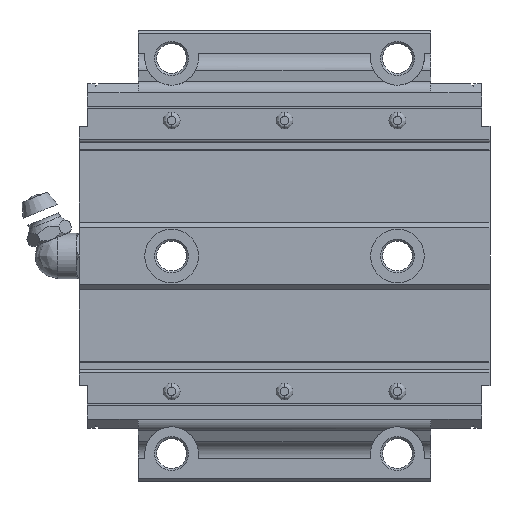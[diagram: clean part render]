
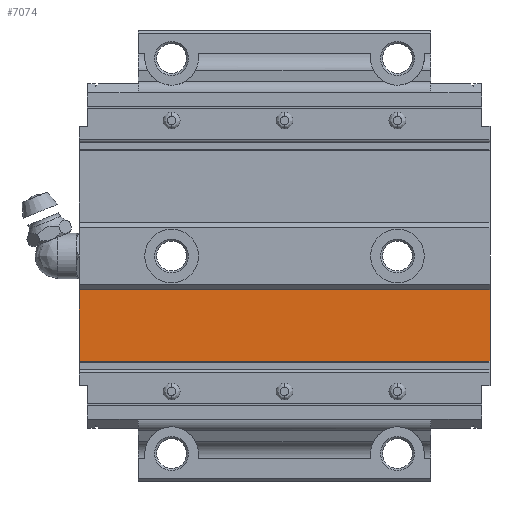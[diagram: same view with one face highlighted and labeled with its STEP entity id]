
A CAD part, front view. The second image highlights one B-rep face of the part: STEP entity #7074.
In plain terms, the highlighted planar face has unit normal (0, -1, 0).
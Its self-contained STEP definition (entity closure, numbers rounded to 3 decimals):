
#38 = LINE ( 'NONE', #828, #569 ) ;
#532 = VERTEX_POINT ( 'NONE', #6004 ) ;
#556 = VECTOR ( 'NONE', #3421, 1000. ) ;
#569 = VECTOR ( 'NONE', #4782, 1000. ) ;
#620 = PLANE ( 'NONE',  #807 ) ;
#807 = AXIS2_PLACEMENT_3D ( 'NONE', #5950, #8611, #1466 ) ;
#828 = CARTESIAN_POINT ( 'NONE',  ( 36.4, 12., -18.66 ) ) ;
#1218 = EDGE_CURVE ( 'NONE', #3392, #8510, #3554, .T. ) ;
#1270 = VECTOR ( 'NONE', #4617, 1000. ) ;
#1405 = CARTESIAN_POINT ( 'NONE',  ( -36.4, 12., -6. ) ) ;
#1466 = DIRECTION ( 'NONE',  ( 0., 0., -1. ) ) ;
#1592 = LINE ( 'NONE', #6933, #5366 ) ;
#1991 = CARTESIAN_POINT ( 'NONE',  ( -36.4, 12., -18.66 ) ) ;
#2535 = VERTEX_POINT ( 'NONE', #7050 ) ;
#3205 = ORIENTED_EDGE ( 'NONE', *, *, #7049, .F. ) ;
#3361 = EDGE_CURVE ( 'NONE', #8510, #2535, #38, .T. ) ;
#3392 = VERTEX_POINT ( 'NONE', #1405 ) ;
#3421 = DIRECTION ( 'NONE',  ( 0., 0., -1. ) ) ;
#3554 = LINE ( 'NONE', #6201, #556 ) ;
#3724 = ORIENTED_EDGE ( 'NONE', *, *, #3361, .T. ) ;
#3766 = DIRECTION ( 'NONE',  ( -1., 0., 0. ) ) ;
#3997 = LINE ( 'NONE', #8040, #1270 ) ;
#4033 = ORIENTED_EDGE ( 'NONE', *, *, #1218, .T. ) ;
#4525 = EDGE_LOOP ( 'NONE', ( #3205, #6334, #4033, #3724 ) ) ;
#4617 = DIRECTION ( 'NONE',  ( 0., 0., -1. ) ) ;
#4673 = EDGE_CURVE ( 'NONE', #532, #3392, #1592, .T. ) ;
#4782 = DIRECTION ( 'NONE',  ( 1., 0., 0. ) ) ;
#5366 = VECTOR ( 'NONE', #3766, 1000. ) ;
#5950 = CARTESIAN_POINT ( 'NONE',  ( 36.4, 12., -18.66 ) ) ;
#6004 = CARTESIAN_POINT ( 'NONE',  ( 36.4, 12., -6. ) ) ;
#6201 = CARTESIAN_POINT ( 'NONE',  ( -36.4, 12., 0. ) ) ;
#6334 = ORIENTED_EDGE ( 'NONE', *, *, #4673, .T. ) ;
#6599 = FACE_OUTER_BOUND ( 'NONE', #4525, .T. ) ;
#6933 = CARTESIAN_POINT ( 'NONE',  ( 36.4, 12., -6. ) ) ;
#7049 = EDGE_CURVE ( 'NONE', #532, #2535, #3997, .T. ) ;
#7050 = CARTESIAN_POINT ( 'NONE',  ( 36.4, 12., -18.66 ) ) ;
#7074 = ADVANCED_FACE ( 'NONE', ( #6599 ), #620, .T. ) ;
#8040 = CARTESIAN_POINT ( 'NONE',  ( 36.4, 12., 0. ) ) ;
#8510 = VERTEX_POINT ( 'NONE', #1991 ) ;
#8611 = DIRECTION ( 'NONE',  ( 0., -1., 0. ) ) ;
